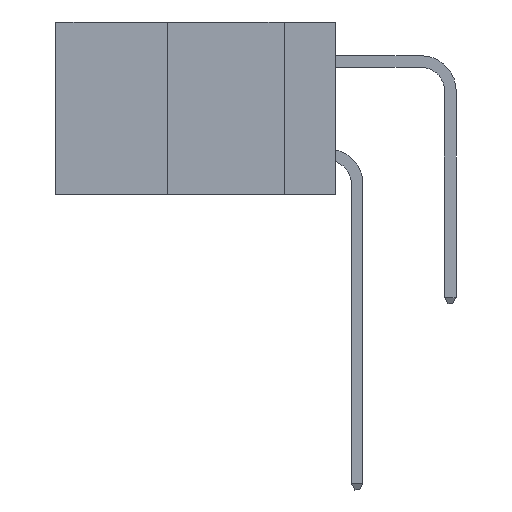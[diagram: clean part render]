
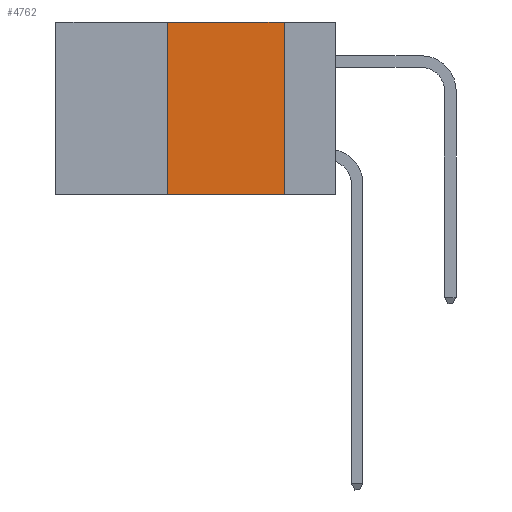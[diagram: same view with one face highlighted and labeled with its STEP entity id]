
A CAD part, left-side view. The second image highlights one B-rep face of the part: STEP entity #4762.
In plain terms, the highlighted planar face has unit normal (-1, 0, 0).
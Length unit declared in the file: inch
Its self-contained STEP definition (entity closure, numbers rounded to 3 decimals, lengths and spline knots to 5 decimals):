
#137 = VERTEX_POINT ( 'NONE', #17706 ) ;
#620 = VERTEX_POINT ( 'NONE', #19766 ) ;
#658 = VECTOR ( 'NONE', #6389, 39.37008 ) ;
#2942 = DIRECTION ( 'NONE',  ( 0., 0., -1. ) ) ;
#3784 = CARTESIAN_POINT ( 'NONE',  ( 0., 0.6, -0.37 ) ) ;
#3851 = CARTESIAN_POINT ( 'NONE',  ( 0., 0.11, -0.37 ) ) ;
#4495 = DIRECTION ( 'NONE',  ( 0., 0., 1. ) ) ;
#4511 = ORIENTED_EDGE ( 'NONE', *, *, #18670, .F. ) ;
#4762 = ADVANCED_FACE ( 'NONE', ( #10641 ), #19686, .F. ) ;
#4954 = EDGE_LOOP ( 'NONE', ( #17558, #4511, #6529, #4969 ) ) ;
#4969 = ORIENTED_EDGE ( 'NONE', *, *, #11946, .T. ) ;
#6389 = DIRECTION ( 'NONE',  ( 0., 0., -1. ) ) ;
#6529 = ORIENTED_EDGE ( 'NONE', *, *, #6552, .F. ) ;
#6552 = EDGE_CURVE ( 'NONE', #620, #8229, #17819, .T. ) ;
#8229 = VERTEX_POINT ( 'NONE', #8261 ) ;
#8261 = CARTESIAN_POINT ( 'NONE',  ( 0., 0.36, 0. ) ) ;
#8715 = DIRECTION ( 'NONE',  ( 0., -1., 0. ) ) ;
#8766 = VECTOR ( 'NONE', #4495, 39.37008 ) ;
#10641 = FACE_OUTER_BOUND ( 'NONE', #4954, .T. ) ;
#11946 = EDGE_CURVE ( 'NONE', #620, #13828, #13029, .T. ) ;
#12317 = EDGE_CURVE ( 'NONE', #137, #13828, #14114, .T. ) ;
#12986 = DIRECTION ( 'NONE',  ( 1., 0., 0. ) ) ;
#13029 = LINE ( 'NONE', #3784, #17056 ) ;
#13828 = VERTEX_POINT ( 'NONE', #3851 ) ;
#13870 = VECTOR ( 'NONE', #17203, 39.37008 ) ;
#14114 = LINE ( 'NONE', #18196, #658 ) ;
#14597 = CARTESIAN_POINT ( 'NONE',  ( 0., 0.36, 0. ) ) ;
#15500 = CARTESIAN_POINT ( 'NONE',  ( 0., 0.6, 0. ) ) ;
#17056 = VECTOR ( 'NONE', #8715, 39.37008 ) ;
#17203 = DIRECTION ( 'NONE',  ( 0., -1., 0. ) ) ;
#17558 = ORIENTED_EDGE ( 'NONE', *, *, #12317, .F. ) ;
#17706 = CARTESIAN_POINT ( 'NONE',  ( 0., 0.11, 0. ) ) ;
#17819 = LINE ( 'NONE', #14597, #8766 ) ;
#18051 = CARTESIAN_POINT ( 'NONE',  ( 0., 0.6, 0. ) ) ;
#18196 = CARTESIAN_POINT ( 'NONE',  ( 0., 0.11, 0. ) ) ;
#18346 = LINE ( 'NONE', #15500, #13870 ) ;
#18670 = EDGE_CURVE ( 'NONE', #8229, #137, #18346, .T. ) ;
#19686 = PLANE ( 'NONE',  #21698 ) ;
#19766 = CARTESIAN_POINT ( 'NONE',  ( 0., 0.36, -0.37 ) ) ;
#21698 = AXIS2_PLACEMENT_3D ( 'NONE', #18051, #12986, #2942 ) ;
